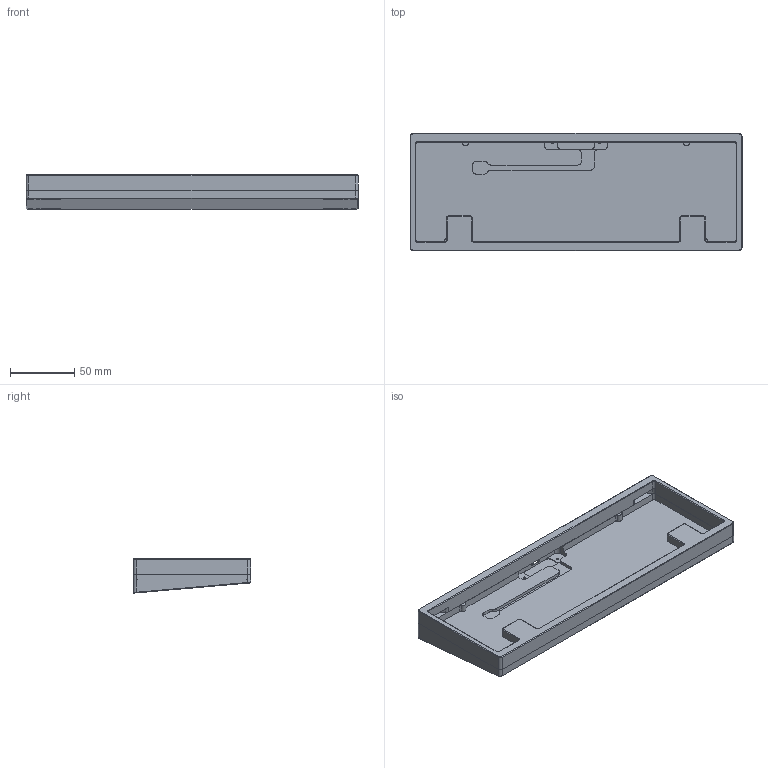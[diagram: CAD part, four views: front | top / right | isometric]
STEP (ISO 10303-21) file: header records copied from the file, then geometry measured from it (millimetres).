
FILE_DESCRIPTION(/* description */ (''),/* implementation_level */ '2;1');
FILE_NAME(/* name */ 'QS-13GT v6.step',/* time_stamp */ '2022-04-29T01:17:34-05:00',/* author */ (''),/* organization */ (''),/* preprocessor_version */ 'ST-DEVELOPER v18.1',/* originating_system */ 'Autodesk Translation Framework v10.14.0.1471',/* authorisation */ '');
FILE_SCHEMA (('AUTOMOTIVE_DESIGN { 1 0 10303 214 3 1 1 }'));
Length unit declared in the file: millimetre
Products named in the file (1): QS-13GT
Bounding box: 257.6 x 91.15 x 26.52 mm (x, y, z)
Volume: 188028.2 mm3; surface area: 86166.6 mm2
Topology: 2 solids, 2 shells, 257 faces, 670 edges, 436 vertices
Faces by surface type: plane 125, cylinder 92, bspline 24, cone 16
Full cylindrical faces by diameter (mm): 2 x10, 2.9 x4, 5 x4
Entity records: 8212 total; most frequent: CARTESIAN_POINT 1848, ORIENTED_EDGE 1340, DIRECTION 1278, EDGE_CURVE 670, VERTEX_POINT 436, AXIS2_PLACEMENT_3D 434, LINE 410, VECTOR 410
